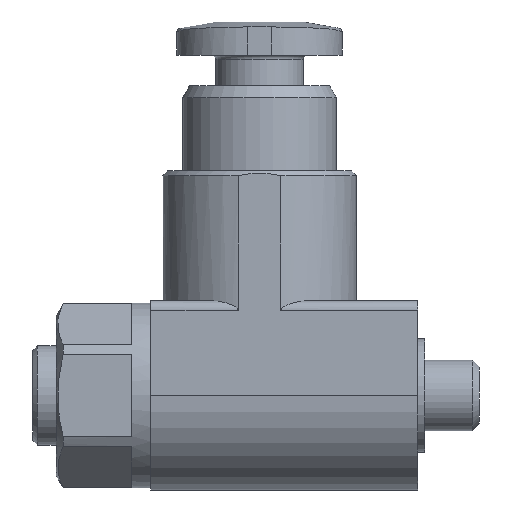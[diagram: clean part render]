
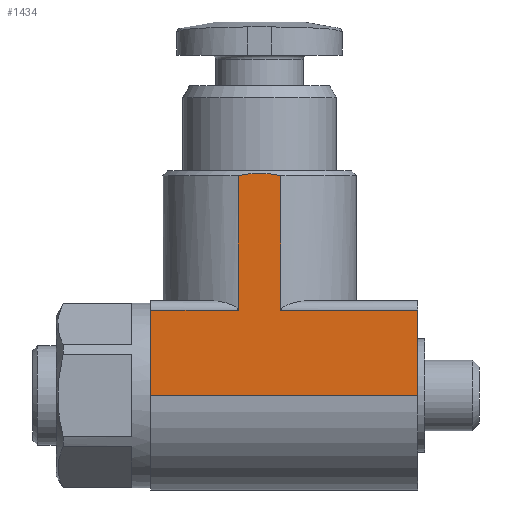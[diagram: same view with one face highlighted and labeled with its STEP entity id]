
A CAD part, left-side view. The second image highlights one B-rep face of the part: STEP entity #1434.
In plain terms, the highlighted planar face has unit normal (-1, 0, 0).
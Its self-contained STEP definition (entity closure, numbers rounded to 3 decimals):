
#44=LINE('',#2014,#92);
#58=LINE('',#2116,#106);
#59=LINE('',#2123,#107);
#60=LINE('',#2125,#108);
#61=LINE('',#2127,#109);
#62=LINE('',#2129,#110);
#63=LINE('',#2131,#111);
#92=VECTOR('',#1660,1000.);
#106=VECTOR('',#1714,1000.);
#107=VECTOR('',#1715,1000.);
#108=VECTOR('',#1716,1000.);
#109=VECTOR('',#1717,1000.);
#110=VECTOR('',#1718,1000.);
#111=VECTOR('',#1719,1000.);
#139=PLANE('',#1532);
#193=B_SPLINE_CURVE_WITH_KNOTS('',3,(#2118,#2119,#2120,#2121),
 .UNSPECIFIED.,.F.,.F.,(4,4),(0.014,0.015),
 .UNSPECIFIED.);
#271=ORIENTED_EDGE('',*,*,#529,.F.);
#272=ORIENTED_EDGE('',*,*,#492,.F.);
#273=ORIENTED_EDGE('',*,*,#530,.F.);
#274=ORIENTED_EDGE('',*,*,#531,.F.);
#275=ORIENTED_EDGE('',*,*,#532,.F.);
#276=ORIENTED_EDGE('',*,*,#533,.F.);
#277=ORIENTED_EDGE('',*,*,#534,.T.);
#278=ORIENTED_EDGE('',*,*,#535,.T.);
#492=EDGE_CURVE('',#623,#624,#44,.T.);
#529=EDGE_CURVE('',#624,#654,#58,.T.);
#530=EDGE_CURVE('',#655,#623,#193,.T.);
#531=EDGE_CURVE('',#656,#655,#59,.F.);
#532=EDGE_CURVE('',#657,#656,#60,.T.);
#533=EDGE_CURVE('',#658,#657,#61,.T.);
#534=EDGE_CURVE('',#658,#659,#62,.T.);
#535=EDGE_CURVE('',#659,#654,#63,.T.);
#623=VERTEX_POINT('',#2013);
#624=VERTEX_POINT('',#2015);
#654=VERTEX_POINT('',#2117);
#655=VERTEX_POINT('',#2122);
#656=VERTEX_POINT('',#2124);
#657=VERTEX_POINT('',#2126);
#658=VERTEX_POINT('',#2128);
#659=VERTEX_POINT('',#2130);
#771=EDGE_LOOP('',(#271,#272,#273,#274,#275,#276,#277,#278));
#869=FACE_BOUND('',#771,.T.);
#1434=ADVANCED_FACE('',(#869),#139,.F.);
#1532=AXIS2_PLACEMENT_3D('',#2115,#1712,#1713);
#1660=DIRECTION('',(0.,0.,-1.));
#1712=DIRECTION('',(1.,0.,0.));
#1713=DIRECTION('',(0.,0.,-1.));
#1714=DIRECTION('',(0.,-1.,0.));
#1715=DIRECTION('',(0.,0.,-1.));
#1716=DIRECTION('',(0.,-1.,0.));
#1717=DIRECTION('',(0.,0.,1.));
#1718=DIRECTION('',(0.,-1.,0.));
#1719=DIRECTION('',(0.,0.,1.));
#2013=CARTESIAN_POINT('',(-4.,6.1,9.3));
#2014=CARTESIAN_POINT('',(-4.,6.1,3.5));
#2015=CARTESIAN_POINT('',(-4.,6.1,3.6));
#2115=CARTESIAN_POINT('',(-4.,11.6,0.));
#2116=CARTESIAN_POINT('',(-4.,11.6,3.6));
#2117=CARTESIAN_POINT('',(-4.,0.3,3.6));
#2118=CARTESIAN_POINT('',(-4.,7.9,9.3));
#2119=CARTESIAN_POINT('',(-4.,7.311,9.429));
#2120=CARTESIAN_POINT('',(-4.,6.69,9.429));
#2121=CARTESIAN_POINT('',(-4.,6.1,9.3));
#2122=CARTESIAN_POINT('',(-4.,7.9,9.3));
#2123=CARTESIAN_POINT('',(-4.,7.9,3.5));
#2124=CARTESIAN_POINT('',(-4.,7.9,3.6));
#2125=CARTESIAN_POINT('',(-4.,11.6,3.6));
#2126=CARTESIAN_POINT('',(-4.,11.6,3.6));
#2127=CARTESIAN_POINT('',(-4.,11.6,0.));
#2128=CARTESIAN_POINT('',(-4.,11.6,0.));
#2129=CARTESIAN_POINT('',(-4.,11.6,0.));
#2130=CARTESIAN_POINT('',(-4.,0.3,0.));
#2131=CARTESIAN_POINT('',(-4.,0.3,0.));
